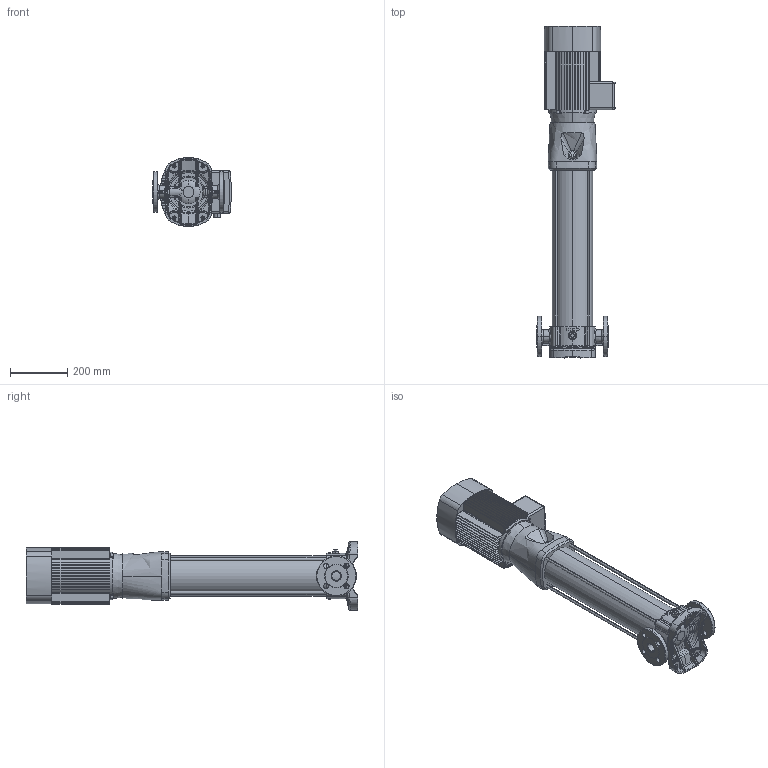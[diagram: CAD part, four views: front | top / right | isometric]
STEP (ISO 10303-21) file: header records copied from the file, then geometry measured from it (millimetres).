
FILE_DESCRIPTION (( 'STEP AP203' ), '1' );
FILE_NAME ('CDM5-21 FSWPC.STEP', '2022-08-05T10:51:58', ( '' ), ( '' ), 'SwSTEP 2.0', 'SolidWorks 2020', '' );
FILE_SCHEMA (( 'CONFIG_CONTROL_DESIGN' ));
Length unit declared in the file: millimetre
Products named in the file (4): CDM5_prot_F_CDM5-21_F; CDM5-21 FSWPC; ED_B14_YE2-100L-2 (3); CDM5_fon_2_28_CDM5-21
Assembly tree (3 placements, depth 2):
  CDM5-21 FSWPC
    CDM5_prot_F_CDM5-21_F
    CDM5_fon_2_28_CDM5-21
    ED_B14_YE2-100L-2 (3)
Bounding box: 274.41 x 1156 x 240 mm (x, y, z)
Volume: 24031197.1 mm3; surface area: 1365759.6 mm2
Topology: 7 solids, 8 shells, 1266 faces, 3287 edges, 2008 vertices
Faces by surface type: plane 420, cylinder 336, bspline 289, torus 144, cone 63, sphere 14
Entity records: 68134 total; most frequent: CARTESIAN_POINT 39205, ORIENTED_EDGE 6454, DIRECTION 5461, EDGE_CURVE 3227, AXIS2_PLACEMENT_3D 2206, VERTEX_POINT 2008, EDGE_LOOP 1329, FACE_OUTER_BOUND 1266
